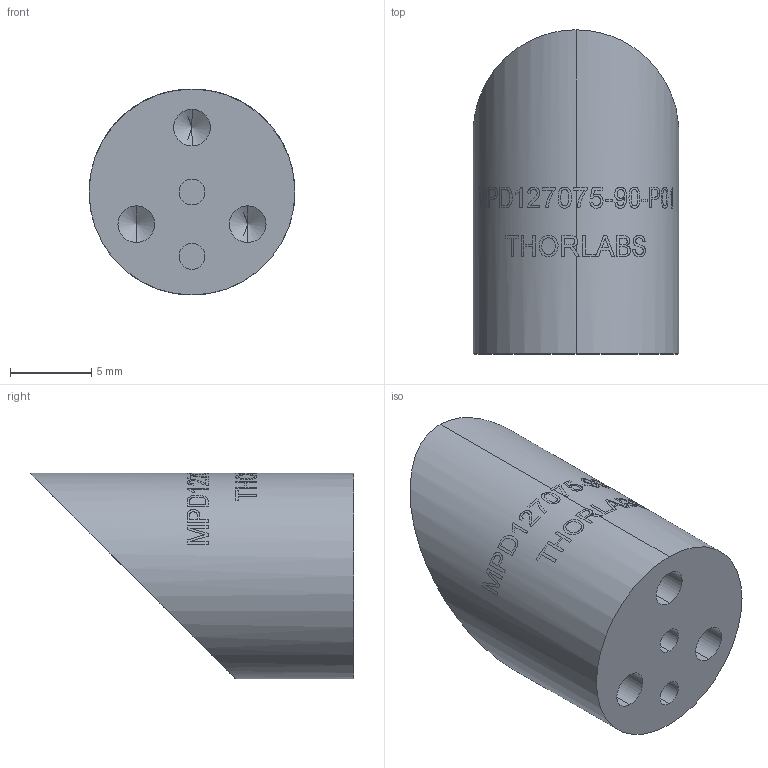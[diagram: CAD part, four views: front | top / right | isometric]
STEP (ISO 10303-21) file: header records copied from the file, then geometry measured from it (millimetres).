
FILE_DESCRIPTION (( 'STEP AP203' ), '1' );
FILE_NAME ('TTN005544-E0W.STEP', '2013-05-15T15:36:45', ( 'Admin' ), ( '' ), 'SwSTEP 2.0', 'SolidWorks 2012', '' );
FILE_SCHEMA (( 'CONFIG_CONTROL_DESIGN' ));
Length unit declared in the file: inch
Products named in the file (1): TTN005544-E0W
Bounding box: 12.7 x 19.98 x 12.7 mm (x, y, z)
Volume: 1580.5 mm3; surface area: 967.9 mm2
Topology: 1 solids, 1 shells, 60 faces, 327 edges, 302 vertices
Faces by surface type: cylinder 49, cone 6, plane 3, bspline 2
Entity records: 5952 total; most frequent: CARTESIAN_POINT 3375, ORIENTED_EDGE 642, DIRECTION 372, EDGE_CURVE 321, VERTEX_POINT 302, B_SPLINE_CURVE_WITH_KNOTS 160, AXIS2_PLACEMENT_3D 152, EDGE_LOOP 99
